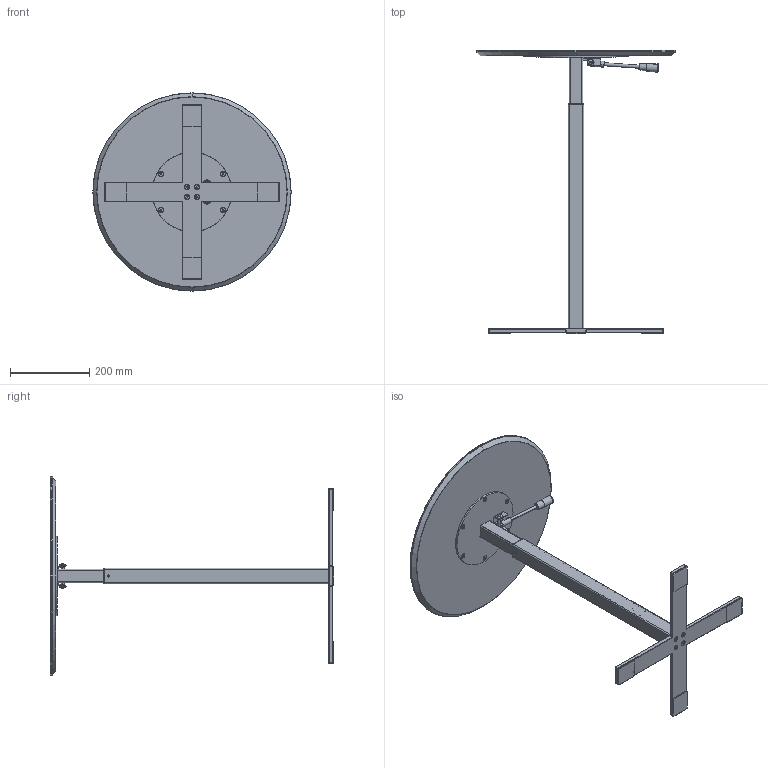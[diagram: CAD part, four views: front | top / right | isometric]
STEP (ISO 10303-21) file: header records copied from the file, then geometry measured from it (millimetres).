
FILE_DESCRIPTION (( 'STEP AP203' ), '1' );
FILE_NAME ('50315x6_Bord ø500, pelarstativ gas 440 Stå_Sitt, spak.STEP', '2020-02-07T12:35:32', ( '' ), ( '' ), 'SwSTEP 2.0', 'SolidWorks 2019', '' );
FILE_SCHEMA (( 'CONFIG_CONTROL_DESIGN' ));
Length unit declared in the file: millimetre
Products named in the file (1): 50315x6_Bord ø500, pelarstativ gas 440 Stå_Sitt, spak
Bounding box: 500 x 714.4 x 500 mm (x, y, z)
Surface area: 742409.6 mm2 (no closed solid volume)
Topology: 0 solids, 39 shells, 302 faces, 940 edges, 658 vertices
Faces by surface type: plane 131, cylinder 113, cone 26, torus 16, sphere 12, bspline 4
Entity records: 10497 total; most frequent: CARTESIAN_POINT 2001, DIRECTION 1899, ORIENTED_EDGE 1419, EDGE_CURVE 932, AXIS2_PLACEMENT_3D 684, VERTEX_POINT 658, LINE 531, VECTOR 531
